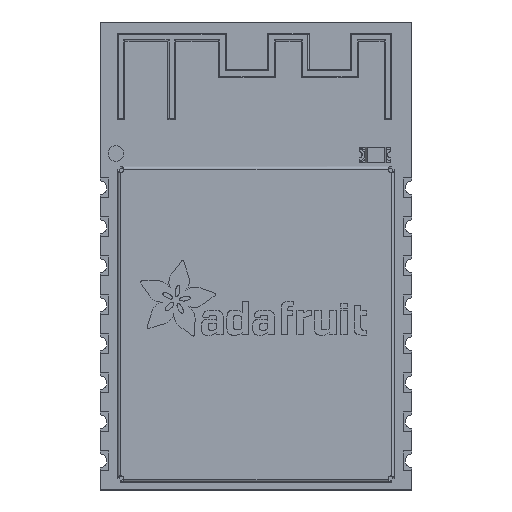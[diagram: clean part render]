
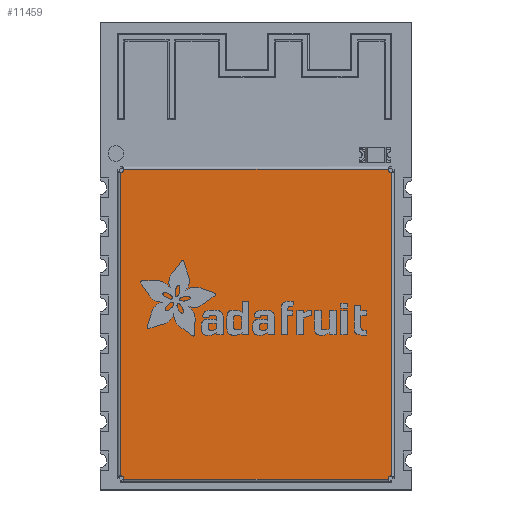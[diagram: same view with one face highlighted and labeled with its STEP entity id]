
A CAD part, top view. The second image highlights one B-rep face of the part: STEP entity #11459.
In plain terms, the highlighted face is planar.
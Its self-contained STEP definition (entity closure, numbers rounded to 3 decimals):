
#443=CIRCLE('',#12592,0.15);
#445=CIRCLE('',#12595,0.15);
#449=CIRCLE('',#12601,0.15);
#450=CIRCLE('',#12602,0.15);
#1087=FACE_OUTER_BOUND('',#1753,.T.);
#1753=EDGE_LOOP('',(#9237,#9238,#9239,#9240,#9241,#9242,#9243,#9244));
#2822=LINE('',#17750,#4106);
#2823=LINE('',#17751,#4107);
#2824=LINE('',#17753,#4108);
#2825=LINE('',#17757,#4109);
#4106=VECTOR('',#14691,1000.);
#4107=VECTOR('',#14692,1000.);
#4108=VECTOR('',#14693,1000.);
#4109=VECTOR('',#14696,1000.);
#5249=VERTEX_POINT('',#17712);
#5250=VERTEX_POINT('',#17713);
#5255=VERTEX_POINT('',#17725);
#5256=VERTEX_POINT('',#17726);
#5265=VERTEX_POINT('',#17749);
#5266=VERTEX_POINT('',#17752);
#5267=VERTEX_POINT('',#17754);
#5268=VERTEX_POINT('',#17756);
#6648=EDGE_CURVE('',#5249,#5250,#443,.T.);
#6654=EDGE_CURVE('',#5255,#5256,#445,.T.);
#6666=EDGE_CURVE('',#5265,#5249,#2822,.T.);
#6667=EDGE_CURVE('',#5250,#5255,#2823,.T.);
#6668=EDGE_CURVE('',#5256,#5266,#2824,.T.);
#6669=EDGE_CURVE('',#5266,#5267,#449,.T.);
#6670=EDGE_CURVE('',#5267,#5268,#2825,.T.);
#6671=EDGE_CURVE('',#5268,#5265,#450,.T.);
#9237=ORIENTED_EDGE('',*,*,#6666,.T.);
#9238=ORIENTED_EDGE('',*,*,#6648,.T.);
#9239=ORIENTED_EDGE('',*,*,#6667,.T.);
#9240=ORIENTED_EDGE('',*,*,#6654,.T.);
#9241=ORIENTED_EDGE('',*,*,#6668,.T.);
#9242=ORIENTED_EDGE('',*,*,#6669,.T.);
#9243=ORIENTED_EDGE('',*,*,#6670,.T.);
#9244=ORIENTED_EDGE('',*,*,#6671,.T.);
#10947=PLANE('',#12600);
#11459=ADVANCED_FACE('',(#1087),#10947,.F.);
#12592=AXIS2_PLACEMENT_3D('',#17714,#14661,#14662);
#12595=AXIS2_PLACEMENT_3D('',#17727,#14671,#14672);
#12600=AXIS2_PLACEMENT_3D('',#17748,#14689,#14690);
#12601=AXIS2_PLACEMENT_3D('',#17755,#14694,#14695);
#12602=AXIS2_PLACEMENT_3D('',#17758,#14697,#14698);
#14661=DIRECTION('center_axis',(0.,-1.,0.));
#14662=DIRECTION('ref_axis',(0.,0.,-1.));
#14671=DIRECTION('center_axis',(0.,-1.,0.));
#14672=DIRECTION('ref_axis',(0.,0.,-1.));
#14689=DIRECTION('center_axis',(0.,-1.,0.));
#14690=DIRECTION('ref_axis',(0.,0.,-1.));
#14691=DIRECTION('',(0.,0.,1.));
#14692=DIRECTION('',(1.,0.,0.));
#14693=DIRECTION('',(0.,0.,-1.));
#14694=DIRECTION('center_axis',(0.,-1.,0.));
#14695=DIRECTION('ref_axis',(0.,0.,-1.));
#14696=DIRECTION('',(-1.,0.,0.));
#14697=DIRECTION('center_axis',(0.,-1.,0.));
#14698=DIRECTION('ref_axis',(0.,0.,-1.));
#17712=CARTESIAN_POINT('',(-6.95,3.2,11.281));
#17713=CARTESIAN_POINT('',(-6.781,3.2,11.45));
#17714=CARTESIAN_POINT('Origin',(-6.929,3.2,11.429));
#17725=CARTESIAN_POINT('',(6.781,3.2,11.45));
#17726=CARTESIAN_POINT('',(6.95,3.2,11.281));
#17727=CARTESIAN_POINT('Origin',(6.929,3.2,11.429));
#17748=CARTESIAN_POINT('Origin',(0.,3.2,0.));
#17749=CARTESIAN_POINT('',(-6.95,3.2,-4.281));
#17750=CARTESIAN_POINT('',(-6.95,3.2,-4.45));
#17751=CARTESIAN_POINT('',(-6.95,3.2,11.45));
#17752=CARTESIAN_POINT('',(6.95,3.2,-4.281));
#17753=CARTESIAN_POINT('',(6.95,3.2,11.45));
#17754=CARTESIAN_POINT('',(6.781,3.2,-4.45));
#17755=CARTESIAN_POINT('Origin',(6.929,3.2,-4.429));
#17756=CARTESIAN_POINT('',(-6.781,3.2,-4.45));
#17757=CARTESIAN_POINT('',(6.95,3.2,-4.45));
#17758=CARTESIAN_POINT('Origin',(-6.929,3.2,-4.429));
